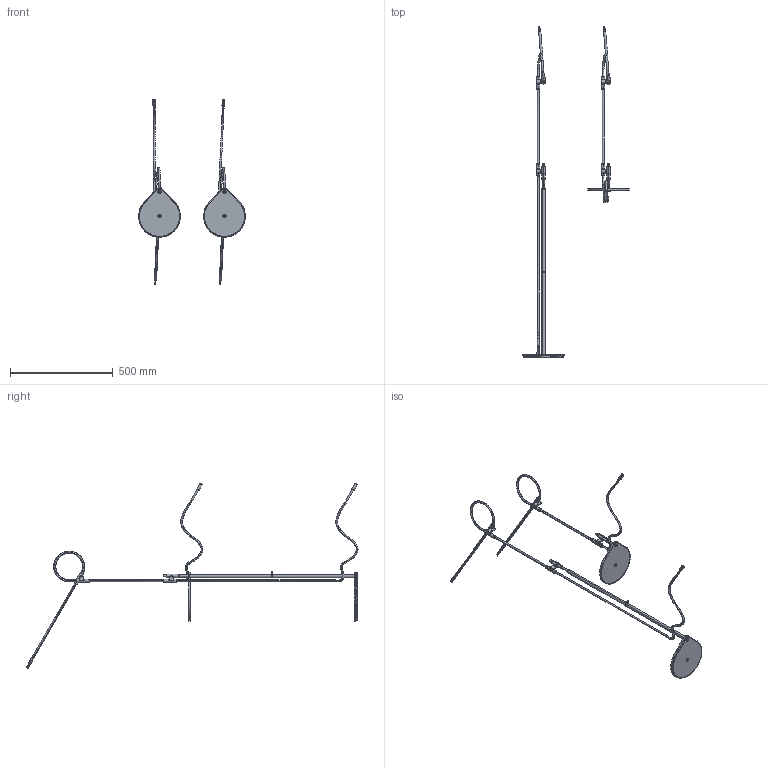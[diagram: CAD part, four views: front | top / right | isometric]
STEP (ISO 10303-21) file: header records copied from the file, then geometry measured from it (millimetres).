
FILE_DESCRIPTION(/* description */ (''),/* implementation_level */ '2;1');
FILE_NAME(/* name */ 'SUPERL~1',/* time_stamp */ '2017-12-20T10:01:38-08:00',/* author */ (''),/* organization */ (''),/* preprocessor_version */ 'ST-DEVELOPER v15',/* originating_system */ '',/* authorisation */ '');
FILE_SCHEMA (('CONFIG_CONTROL_DESIGN'));
Length unit declared in the file: millimetre
Products named in the file (1): Document
Bounding box: 518.96 x 1613.05 x 900.39 mm (x, y, z)
Surface area: 491568.7 mm2 (no closed solid volume)
Topology: 0 solids, 80 shells, 375 faces, 2472 edges, 2030 vertices
Faces by surface type: bspline 269, plane 106
Entity records: 39776 total; most frequent: CARTESIAN_POINT 29230, ORIENTED_EDGE 3102, EDGE_CURVE 2472, VERTEX_POINT 2030, B_SPLINE_CURVE_WITH_KNOTS 1046, EDGE_LOOP 466, ADVANCED_FACE 375, FACE_OUTER_BOUND 375
